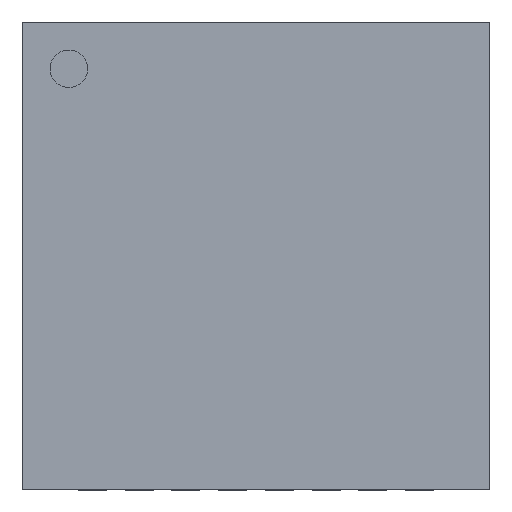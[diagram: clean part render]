
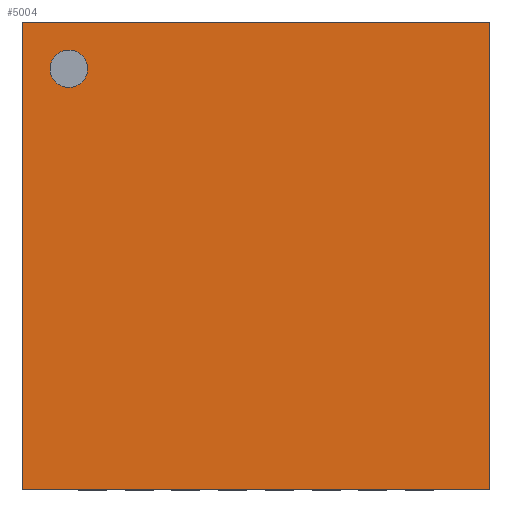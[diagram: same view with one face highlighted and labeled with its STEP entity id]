
A CAD part, top view. The second image highlights one B-rep face of the part: STEP entity #5004.
In plain terms, the highlighted planar face has unit normal (0, 0, 1).
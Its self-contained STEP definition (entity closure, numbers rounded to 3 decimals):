
#326=CARTESIAN_POINT('',(-1.8,2.0,1.0));
#327=VERTEX_POINT('',#326);
#336=CARTESIAN_POINT('',(-2.2,2.0,1.0));
#337=VERTEX_POINT('',#336);
#338=CARTESIAN_POINT('',(-2.0,2.0,1.0));
#339=DIRECTION('',(0.0,0.0,-1.0));
#340=DIRECTION('',(1.0,0.0,0.0));
#341=AXIS2_PLACEMENT_3D('',#338,#339,#340);
#342=CIRCLE('',#341,0.2);
#343=EDGE_CURVE('',#337,#327,#342,.T.);
#1473=CARTESIAN_POINT('',(-2.0,2.0,1.0));
#1474=DIRECTION('',(0.0,0.0,-1.0));
#1475=DIRECTION('',(1.0,0.0,0.0));
#1476=AXIS2_PLACEMENT_3D('',#1473,#1474,#1475);
#1477=CIRCLE('',#1476,0.2);
#1478=EDGE_CURVE('',#327,#337,#1477,.T.);
#4802=CARTESIAN_POINT('',(2.5,2.5,1.0));
#4803=VERTEX_POINT('',#4802);
#4810=CARTESIAN_POINT('',(2.5,-2.5,1.0));
#4811=VERTEX_POINT('',#4810);
#4812=CARTESIAN_POINT('',(2.5,2.5,1.0));
#4813=DIRECTION('',(0.0,-1.0,0.0));
#4814=VECTOR('',#4813,5.0);
#4815=LINE('',#4812,#4814);
#4816=EDGE_CURVE('',#4803,#4811,#4815,.T.);
#4865=CARTESIAN_POINT('',(-2.5,2.5,1.0));
#4866=VERTEX_POINT('',#4865);
#4873=CARTESIAN_POINT('',(-2.5,2.5,1.0));
#4874=DIRECTION('',(1.0,0.0,0.0));
#4875=VECTOR('',#4874,5.0);
#4876=LINE('',#4873,#4875);
#4877=EDGE_CURVE('',#4866,#4803,#4876,.T.);
#4921=CARTESIAN_POINT('',(-2.5,-2.5,1.0));
#4922=VERTEX_POINT('',#4921);
#4929=CARTESIAN_POINT('',(-2.5,-2.5,1.0));
#4930=DIRECTION('',(0.0,1.0,0.0));
#4931=VECTOR('',#4930,5.0);
#4932=LINE('',#4929,#4931);
#4933=EDGE_CURVE('',#4922,#4866,#4932,.T.);
#4976=CARTESIAN_POINT('',(2.5,-2.5,1.0));
#4977=DIRECTION('',(-1.0,0.0,0.0));
#4978=VECTOR('',#4977,5.);
#4979=LINE('',#4976,#4978);
#4980=EDGE_CURVE('',#4811,#4922,#4979,.T.);
#4989=CARTESIAN_POINT('',(0.,0.,1.0));
#4990=DIRECTION('',(0.0,0.0,1.0));
#4991=DIRECTION('',(1.0,0.0,0.0));
#4992=AXIS2_PLACEMENT_3D('',#4989,#4990,#4991);
#4993=PLANE('',#4992);
#4994=ORIENTED_EDGE('',*,*,#4933,.F.);
#4995=ORIENTED_EDGE('',*,*,#4980,.F.);
#4996=ORIENTED_EDGE('',*,*,#4816,.F.);
#4997=ORIENTED_EDGE('',*,*,#4877,.F.);
#4998=EDGE_LOOP('',(#4994,#4995,#4996,#4997));
#4999=FACE_OUTER_BOUND('',#4998,.T.);
#5000=ORIENTED_EDGE('',*,*,#1478,.T.);
#5001=ORIENTED_EDGE('',*,*,#343,.T.);
#5002=EDGE_LOOP('',(#5000,#5001));
#5003=FACE_BOUND('',#5002,.T.);
#5004=ADVANCED_FACE('',(#4999,#5003),#4993,.T.);
